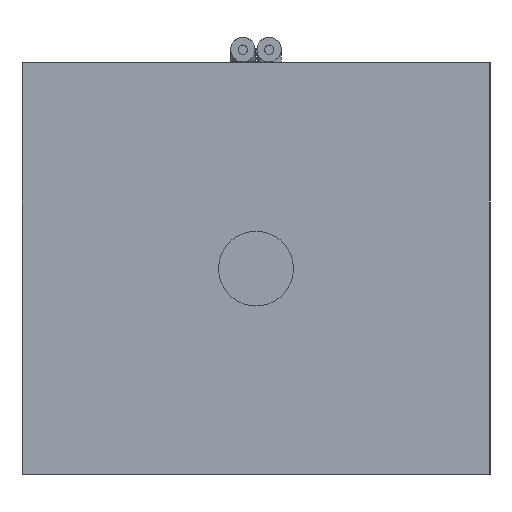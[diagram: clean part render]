
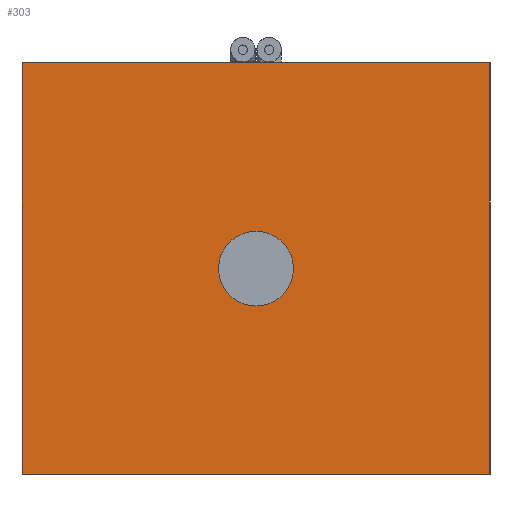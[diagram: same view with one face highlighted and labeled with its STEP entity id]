
A CAD part, left-side view. The second image highlights one B-rep face of the part: STEP entity #303.
In plain terms, the highlighted planar face has unit normal (-1, 0, 0).
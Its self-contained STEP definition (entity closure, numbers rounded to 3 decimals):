
#303 = ADVANCED_FACE( '', ( #588, #589 ), #590, .T. );
#588 = FACE_BOUND( '', #870, .T. );
#589 = FACE_OUTER_BOUND( '', #871, .T. );
#590 = PLANE( '', #872 );
#870 = EDGE_LOOP( '', ( #1366 ) );
#871 = EDGE_LOOP( '', ( #1367, #1368, #1369, #1370 ) );
#872 = AXIS2_PLACEMENT_3D( '', #1371, #1372, #1373 );
#1366 = ORIENTED_EDGE( '', *, *, #1629, .F. );
#1367 = ORIENTED_EDGE( '', *, *, #1684, .F. );
#1368 = ORIENTED_EDGE( '', *, *, #1535, .F. );
#1369 = ORIENTED_EDGE( '', *, *, #1608, .T. );
#1370 = ORIENTED_EDGE( '', *, *, #1582, .T. );
#1371 = CARTESIAN_POINT( '', ( -13., -12.5, -11. ) );
#1372 = DIRECTION( '', ( -1., 0., 0. ) );
#1373 = DIRECTION( '', ( 0., 0., 1. ) );
#1535 = EDGE_CURVE( '', #1759, #1755, #1761, .T. );
#1582 = EDGE_CURVE( '', #1840, #1837, #1841, .T. );
#1608 = EDGE_CURVE( '', #1759, #1840, #1881, .T. );
#1629 = EDGE_CURVE( '', #1912, #1912, #1913, .T. );
#1684 = EDGE_CURVE( '', #1755, #1837, #1992, .T. );
#1755 = VERTEX_POINT( '', #2079 );
#1759 = VERTEX_POINT( '', #2085 );
#1761 = LINE( '', #2088, #2089 );
#1837 = VERTEX_POINT( '', #2225 );
#1840 = VERTEX_POINT( '', #2229 );
#1841 = LINE( '', #2230, #2231 );
#1881 = LINE( '', #2282, #2283 );
#1912 = VERTEX_POINT( '', #2366 );
#1913 = CIRCLE( '', #2367, 2. );
#1992 = LINE( '', #2462, #2463 );
#2079 = CARTESIAN_POINT( '', ( -13., 12.5, -11. ) );
#2085 = CARTESIAN_POINT( '', ( -13., -12.5, -11. ) );
#2088 = CARTESIAN_POINT( '', ( -13., -12.5, -11. ) );
#2089 = VECTOR( '', #2585, 1000. );
#2225 = CARTESIAN_POINT( '', ( -13., 12.5, 11. ) );
#2229 = CARTESIAN_POINT( '', ( -13., -12.5, 11. ) );
#2230 = CARTESIAN_POINT( '', ( -13., -12.5, 11. ) );
#2231 = VECTOR( '', #2668, 1000. );
#2282 = CARTESIAN_POINT( '', ( -13., -12.5, -11. ) );
#2283 = VECTOR( '', #2701, 1000. );
#2366 = CARTESIAN_POINT( '', ( -13., 0., 2. ) );
#2367 = AXIS2_PLACEMENT_3D( '', #2729, #2730, #2731 );
#2462 = CARTESIAN_POINT( '', ( -13., 12.5, -11. ) );
#2463 = VECTOR( '', #2814, 1000. );
#2585 = DIRECTION( '', ( 0., 1., 0. ) );
#2668 = DIRECTION( '', ( 0., 1., 0. ) );
#2701 = DIRECTION( '', ( 0., 0., 1. ) );
#2729 = CARTESIAN_POINT( '', ( -13., 0., 0. ) );
#2730 = DIRECTION( '', ( -1., 0., 0. ) );
#2731 = DIRECTION( '', ( 0., 0., 1. ) );
#2814 = DIRECTION( '', ( 0., 0., 1. ) );
